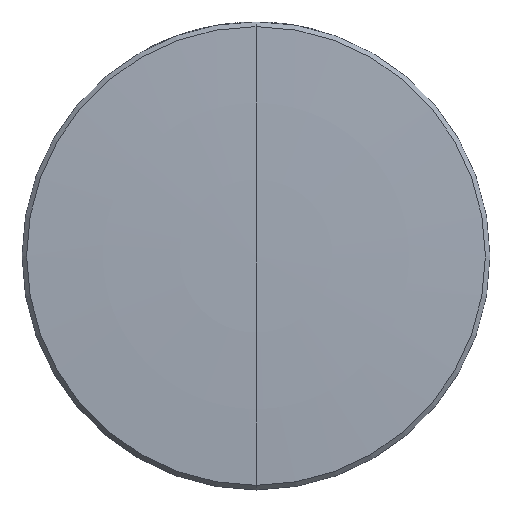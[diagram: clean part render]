
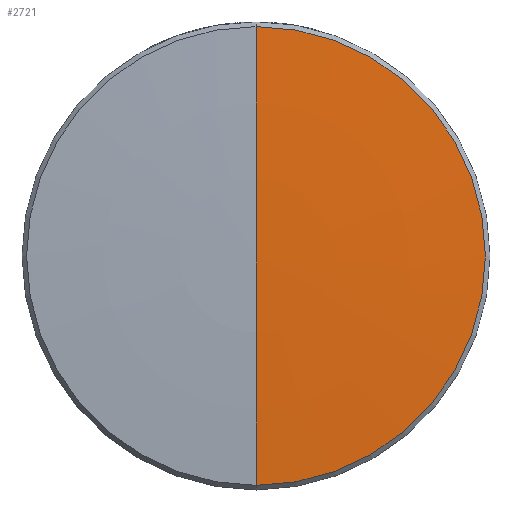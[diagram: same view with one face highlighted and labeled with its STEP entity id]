
A CAD part, top view. The second image highlights one B-rep face of the part: STEP entity #2721.
In plain terms, the highlighted toroidal (fillet/blend) face has major radius 0.015 mm and minor radius 230.04 mm.
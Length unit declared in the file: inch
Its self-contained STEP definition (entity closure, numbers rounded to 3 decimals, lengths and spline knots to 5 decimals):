
#156 = CIRCLE ( 'NONE', #814, 0.49018 ) ;
#198 = DIRECTION ( 'NONE',  ( 0., 1., 0. ) ) ;
#199 = TOROIDAL_SURFACE ( 'NONE', #2659, 0.0006, 9.05669 ) ;
#348 = VERTEX_POINT ( 'NONE', #1284 ) ;
#412 = CARTESIAN_POINT ( 'NONE',  ( 0., -0.49018, 0.07928 ) ) ;
#431 = FACE_OUTER_BOUND ( 'NONE', #871, .T. ) ;
#699 = CARTESIAN_POINT ( 'NONE',  ( 0., 0., -8.96417 ) ) ;
#801 = DIRECTION ( 'NONE',  ( 0., 1., 0. ) ) ;
#808 = ORIENTED_EDGE ( 'NONE', *, *, #2772, .T. ) ;
#814 = AXIS2_PLACEMENT_3D ( 'NONE', #1056, #2786, #801 ) ;
#864 = DIRECTION ( 'NONE',  ( 1., 0., 0. ) ) ;
#871 = EDGE_LOOP ( 'NONE', ( #2513, #1764, #808 ) ) ;
#899 = CARTESIAN_POINT ( 'NONE',  ( 0., 0.0006, -8.96417 ) ) ;
#929 = DIRECTION ( 'NONE',  ( 0., 0., 1. ) ) ;
#994 = AXIS2_PLACEMENT_3D ( 'NONE', #1541, #864, #198 ) ;
#1056 = CARTESIAN_POINT ( 'NONE',  ( 0., 0., 0.07928 ) ) ;
#1073 = CIRCLE ( 'NONE', #1657, 9.05669 ) ;
#1140 = DIRECTION ( 'NONE',  ( -1., 0., 0. ) ) ;
#1284 = CARTESIAN_POINT ( 'NONE',  ( 0., 0.49018, 0.07928 ) ) ;
#1334 = DIRECTION ( 'NONE',  ( 0., 0., -1. ) ) ;
#1541 = CARTESIAN_POINT ( 'NONE',  ( 0., -0.0006, -8.96417 ) ) ;
#1657 = AXIS2_PLACEMENT_3D ( 'NONE', #899, #1140, #929 ) ;
#1764 = ORIENTED_EDGE ( 'NONE', *, *, #2324, .T. ) ;
#1788 = VERTEX_POINT ( 'NONE', #412 ) ;
#1864 = EDGE_CURVE ( 'NONE', #2353, #348, #1073, .T. ) ;
#2091 = CIRCLE ( 'NONE', #994, 9.05669 ) ;
#2324 = EDGE_CURVE ( 'NONE', #2353, #1788, #2091, .T. ) ;
#2353 = VERTEX_POINT ( 'NONE', #2415 ) ;
#2415 = CARTESIAN_POINT ( 'NONE',  ( 0., 0., 0.09252 ) ) ;
#2513 = ORIENTED_EDGE ( 'NONE', *, *, #1864, .F. ) ;
#2659 = AXIS2_PLACEMENT_3D ( 'NONE', #699, #1334, #2894 ) ;
#2721 = ADVANCED_FACE ( 'NONE', ( #431 ), #199, .T. ) ;
#2772 = EDGE_CURVE ( 'NONE', #1788, #348, #156, .T. ) ;
#2786 = DIRECTION ( 'NONE',  ( 0., 0., 1. ) ) ;
#2894 = DIRECTION ( 'NONE',  ( 0., 1., 0. ) ) ;
